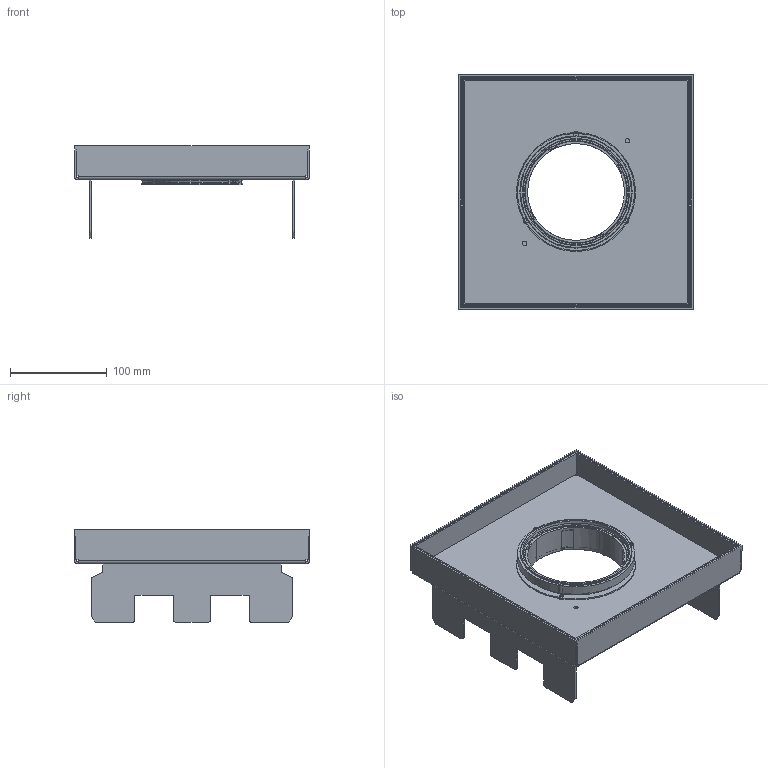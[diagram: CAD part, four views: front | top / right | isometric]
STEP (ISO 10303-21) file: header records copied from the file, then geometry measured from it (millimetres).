
FILE_DESCRIPTION((''),'2;1');
FILE_NAME('7409380_ASM','2013-06-07T',('AndreasKeweloh'),(''),'PRO/ENGINEER BY PARAMETRIC TECHNOLOGY CORPORATION, 2012360','PRO/ENGINEER BY PARAMETRIC TECHNOLOGY CORPORATION, 2012360','');
FILE_SCHEMA(('CONFIG_CONTROL_DESIGN'));
Length unit declared in the file: millimetre
Products named in the file (9): 7409380BLIND_UND_TUBUS; 7409380SCHNURAUSLASS__ASM; 7409380H__TUBUS; 7409380RK__9; 7409380_1; 7409380_2; 7409380_4; 7409380TUBUS_H_20MM_ASM; 7409380_ASM
Assembly tree (8 placements, depth 3):
  7409380_ASM
    7409380SCHNURAUSLASS__ASM
      7409380BLIND_UND_TUBUS
    7409380TUBUS_H_20MM_ASM
      7409380H__TUBUS
      7409380RK__9
      7409380_1
      7409380_2
      7409380_4
Bounding box: 242.5 x 242.5 x 96 mm (x, y, z)
Volume: 461276.9 mm3; surface area: 416063.7 mm2
Topology: 6 solids, 6 shells, 752 faces, 1966 edges, 1270 vertices
Faces by surface type: plane 380, cylinder 234, cone 89, torus 35, bspline 14
Entity records: 24932 total; most frequent: CARTESIAN_POINT 6194, ORIENTED_EDGE 3932, DIRECTION 3824, EDGE_CURVE 1966, AXIS2_PLACEMENT_3D 1439, VERTEX_POINT 1270, VECTOR 946, LINE 946
